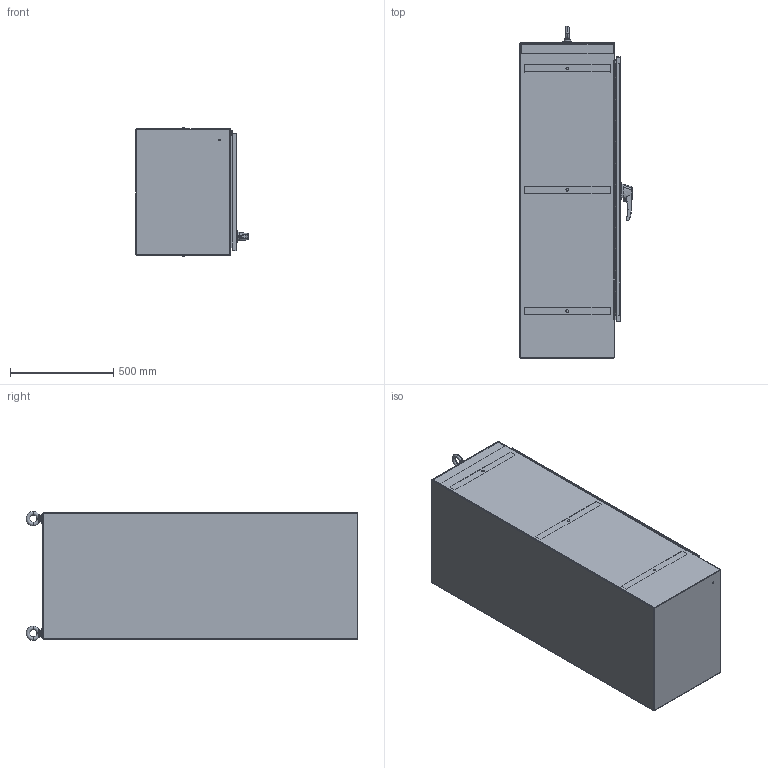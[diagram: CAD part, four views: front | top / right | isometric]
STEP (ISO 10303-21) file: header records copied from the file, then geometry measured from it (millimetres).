
FILE_DESCRIPTION (( 'STEP AP214' ), '1' );
FILE_NAME ('HN4FS602418SS.STEP', '2019-09-04T13:16:55', ( '' ), ( '' ), 'SwSTEP 2.0', 'SolidWorks 2018', '' );
FILE_SCHEMA (( 'AUTOMOTIVE_DESIGN' ));
Length unit declared in the file: inch
Products named in the file (1): HN4FS602418SS
Bounding box: 542.59 x 1606.7 x 624.94 mm (x, y, z)
Volume: 11398108.3 mm3; surface area: 9419925.2 mm2
Topology: 51 solids, 52 shells, 1611 faces, 4259 edges, 2756 vertices
Faces by surface type: plane 735, cylinder 713, cone 78, bspline 69, torus 16
Entity records: 83148 total; most frequent: CARTESIAN_POINT 22266, ORIENTED_EDGE 8490, DIRECTION 8344, EDGE_CURVE 4245, AXIS2_PLACEMENT_3D 3001, VERTEX_POINT 2756, LINE 2342, VECTOR 2342
